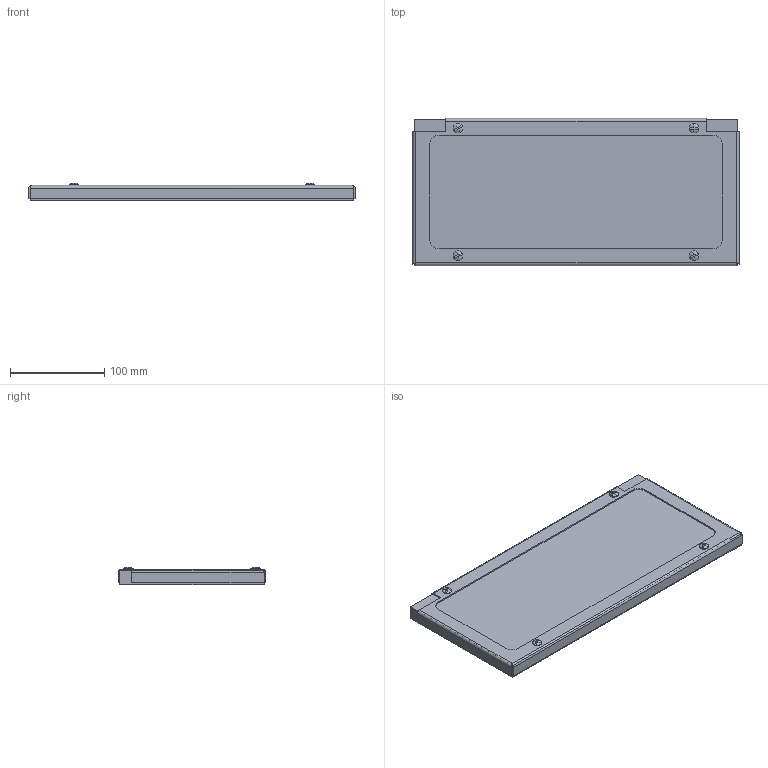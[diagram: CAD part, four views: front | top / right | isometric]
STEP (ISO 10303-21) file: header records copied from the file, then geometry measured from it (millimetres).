
FILE_DESCRIPTION (( 'STEP AP214' ), '1' );
FILE_NAME ('3080-0102-34-37-W0195988~0.STEP', '2019-10-11T09:19:39', ( '' ), ( '' ), 'SwSTEP 2.0', 'SolidWorks 2019', '' );
FILE_SCHEMA (( 'AUTOMOTIVE_DESIGN' ));
Length unit declared in the file: millimetre
Products named in the file (4): W0196296~0; 3080-0102-34-37-W0195988~0; W0195989~0; W0195990~0
Assembly tree (6 placements, depth 2):
  3080-0102-34-37-W0195988~0
    W0195989~0
    W0195990~0
    W0196296~0  x4
Bounding box: 346 x 156 x 18.96 mm (x, y, z)
Volume: 823974.1 mm3; surface area: 179147.3 mm2
Topology: 6 solids, 6 shells, 148 faces, 340 edges, 208 vertices
Faces by surface type: plane 60, cylinder 52, sphere 16, torus 8, cone 8, bspline 4
Entity records: 3056 total; most frequent: CARTESIAN_POINT 712, DIRECTION 474, ORIENTED_EDGE 428, EDGE_CURVE 214, AXIS2_PLACEMENT_3D 172, LINE 130, VERTEX_POINT 130, VECTOR 130
